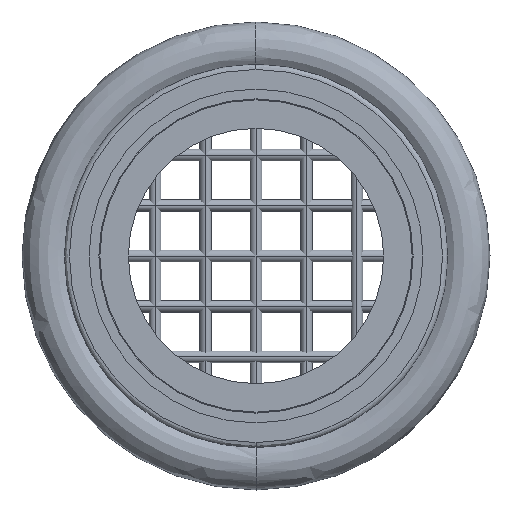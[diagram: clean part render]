
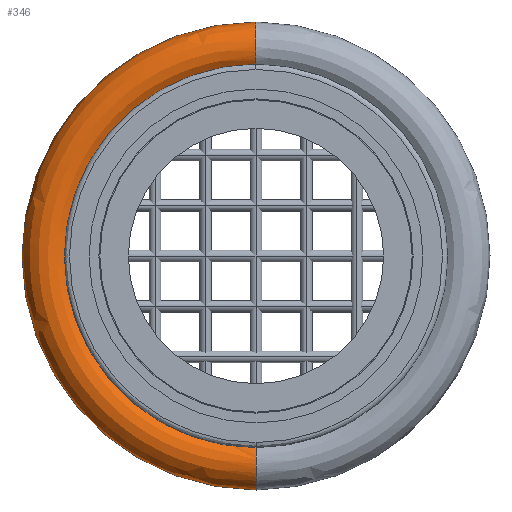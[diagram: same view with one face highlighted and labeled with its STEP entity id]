
A CAD part, left-side view. The second image highlights one B-rep face of the part: STEP entity #346.
In plain terms, the highlighted free-form (B-spline) face has degree [2, 2] with [5, 5] control points.
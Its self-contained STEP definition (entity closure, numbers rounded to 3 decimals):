
#346=ADVANCED_FACE('',(#604),#603,.T.);
#603=( BOUNDED_SURFACE() B_SPLINE_SURFACE( 2,2,((#1051,#1052,#1053,#1054,#1055),(#1056,#1057,#1058,#1059,#1060),(#1061,#1062,#1063,#1064,#1065),(#1066,#1067,#1068,#1069,#1070),(#1071,#1072,#1073,#1074,#1075)), .UNSPECIFIED.,.F.,.F.,.F.) B_SPLINE_SURFACE_WITH_KNOTS((3,2,3),(3,2,3),(0.,0.5,1.),(0.,0.5,1.), .UNSPECIFIED. ) GEOMETRIC_REPRESENTATION_ITEM() RATIONAL_B_SPLINE_SURFACE(((1.,0.707,1.,0.707,1.),(0.707,0.5,0.707,0.5,0.707),(1.,0.707,1.,0.707,1.),(0.707,0.5,0.707,0.5,0.707),(1.,0.707,1.,0.707,1.))) REPRESENTATION_ITEM('') SURFACE() );
#604=FACE_OUTER_BOUND('',#1076,.T.);
#1051=CARTESIAN_POINT('',(0.,0.,11.915));
#1052=CARTESIAN_POINT('',(-1.333,0.,11.915));
#1053=CARTESIAN_POINT('',(-1.333,0.,10.583));
#1054=CARTESIAN_POINT('',(-1.333,0.,9.25));
#1055=CARTESIAN_POINT('',(0.,0.,9.25));
#1056=CARTESIAN_POINT('',(0.,11.915,11.915));
#1057=CARTESIAN_POINT('',(-1.333,11.915,11.915));
#1058=CARTESIAN_POINT('',(-1.333,10.583,10.583));
#1059=CARTESIAN_POINT('',(-1.333,9.25,9.25));
#1060=CARTESIAN_POINT('',(0.,9.25,9.25));
#1061=CARTESIAN_POINT('',(0.,11.915,0.));
#1062=CARTESIAN_POINT('',(-1.333,11.915,0.));
#1063=CARTESIAN_POINT('',(-1.333,10.583,0.));
#1064=CARTESIAN_POINT('',(-1.333,9.25,0.));
#1065=CARTESIAN_POINT('',(0.,9.25,0.));
#1066=CARTESIAN_POINT('',(0.,11.915,-11.915));
#1067=CARTESIAN_POINT('',(-1.333,11.915,-11.915));
#1068=CARTESIAN_POINT('',(-1.333,10.583,-10.583));
#1069=CARTESIAN_POINT('',(-1.333,9.25,-9.25));
#1070=CARTESIAN_POINT('',(0.,9.25,-9.25));
#1071=CARTESIAN_POINT('',(0.,0.,-11.915));
#1072=CARTESIAN_POINT('',(-1.333,0.,-11.915));
#1073=CARTESIAN_POINT('',(-1.333,0.,-10.583));
#1074=CARTESIAN_POINT('',(-1.333,0.,-9.25));
#1075=CARTESIAN_POINT('',(0.,0.,-9.25));
#1076=EDGE_LOOP('',(#1339,#1340,#1341,#1342));
#1339=ORIENTED_EDGE('',*,*,#1461,.F.);
#1340=ORIENTED_EDGE('',*,*,#1462,.T.);
#1341=ORIENTED_EDGE('',*,*,#1463,.T.);
#1342=ORIENTED_EDGE('',*,*,#1464,.F.);
#1461=EDGE_CURVE('',#1803,#1804,#1805,.T.);
#1462=EDGE_CURVE('',#1803,#1811,#1812,.T.);
#1463=EDGE_CURVE('',#1811,#1818,#1819,.T.);
#1464=EDGE_CURVE('',#1804,#1818,#1825,.T.);
#1803=VERTEX_POINT('',#2239);
#1804=VERTEX_POINT('',#2240);
#1805=(BOUNDED_CURVE() B_SPLINE_CURVE(2,(#2241,#2242,#2243,#2244,#2245),.UNSPECIFIED.,.F.,.F.) B_SPLINE_CURVE_WITH_KNOTS((3,2,3),(0.,0.333,0.5),.UNSPECIFIED.) CURVE() GEOMETRIC_REPRESENTATION_ITEM() RATIONAL_B_SPLINE_CURVE((0.75,0.375,0.75,0.563,0.563)) REPRESENTATION_ITEM('') );
#1811=VERTEX_POINT('',#2246);
#1812=CIRCLE('',#2250,11.915);
#1818=VERTEX_POINT('',#2251);
#1819=CIRCLE('',#2255,1.333);
#1825=(BOUNDED_CURVE() B_SPLINE_CURVE(2,(#2256,#2257,#2258,#2259,#2260),.UNSPECIFIED.,.F.,.F.) B_SPLINE_CURVE_WITH_KNOTS((3,2,3),(0.,0.5,1.),.UNSPECIFIED.) CURVE() GEOMETRIC_REPRESENTATION_ITEM() RATIONAL_B_SPLINE_CURVE((0.75,0.53,0.75,0.53,0.75)) REPRESENTATION_ITEM('') );
#2239=CARTESIAN_POINT('',(0.,0.,11.915));
#2240=CARTESIAN_POINT('',(0.,0.,9.25));
#2241=CARTESIAN_POINT('',(0.,0.,11.915));
#2242=CARTESIAN_POINT('',(-2.308,0.,11.915));
#2243=CARTESIAN_POINT('',(-1.154,0.,9.916));
#2244=CARTESIAN_POINT('',(-0.769,0.,9.25));
#2245=CARTESIAN_POINT('',(0.,0.,9.25));
#2246=CARTESIAN_POINT('',(0.,0.,-11.915));
#2247=CARTESIAN_POINT('',(0.,0.,0.));
#2248=DIRECTION('',(-1.,0.,0.));
#2249=DIRECTION('',(0.,0.,-1.));
#2250=AXIS2_PLACEMENT_3D('',#2247,#2248,#2249);
#2251=CARTESIAN_POINT('',(0.,0.,-9.25));
#2252=CARTESIAN_POINT('',(0.,0.,-10.583));
#2253=DIRECTION('',(0.,1.,0.));
#2254=DIRECTION('',(0.,0.,-1.));
#2255=AXIS2_PLACEMENT_3D('',#2252,#2253,#2254);
#2256=CARTESIAN_POINT('',(0.,0.,9.25));
#2257=CARTESIAN_POINT('',(0.,9.25,9.25));
#2258=CARTESIAN_POINT('',(0.,9.25,0.));
#2259=CARTESIAN_POINT('',(0.,9.25,-9.25));
#2260=CARTESIAN_POINT('',(0.,0.,-9.25));
